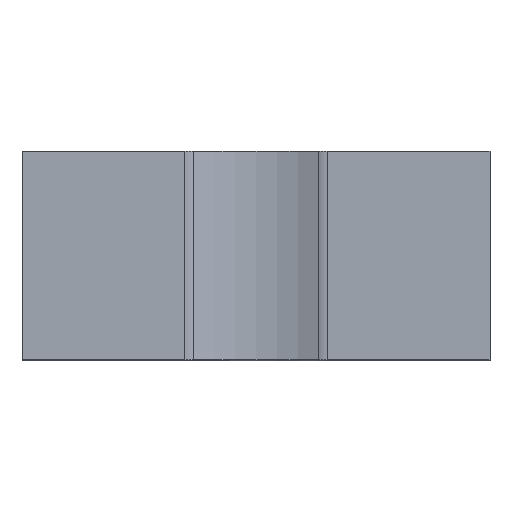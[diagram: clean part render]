
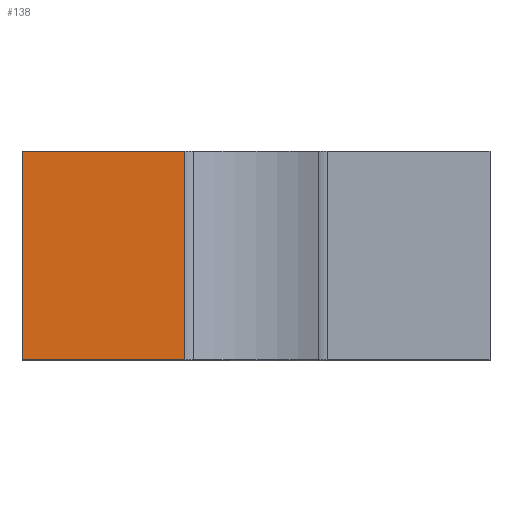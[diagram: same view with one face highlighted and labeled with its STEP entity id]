
A CAD part, top view. The second image highlights one B-rep face of the part: STEP entity #138.
In plain terms, the highlighted planar face has unit normal (0, 0, 1).
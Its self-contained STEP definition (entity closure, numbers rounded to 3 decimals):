
#138=ADVANCED_FACE('',(#169),#156,.F.);
#156=PLANE('',#483);
#169=FACE_OUTER_BOUND('',#190,.T.);
#190=EDGE_LOOP('',(#256,#257,#258,#259));
#256=ORIENTED_EDGE('',*,*,#372,.T.);
#257=ORIENTED_EDGE('',*,*,#381,.T.);
#258=ORIENTED_EDGE('',*,*,#382,.F.);
#259=ORIENTED_EDGE('',*,*,#364,.F.);
#325=VERTEX_POINT('',#667);
#326=VERTEX_POINT('',#668);
#332=VERTEX_POINT('',#682);
#338=VERTEX_POINT('',#700);
#364=EDGE_CURVE('',#325,#326,#410,.T.);
#372=EDGE_CURVE('',#325,#332,#414,.T.);
#381=EDGE_CURVE('',#332,#338,#420,.T.);
#382=EDGE_CURVE('',#326,#338,#421,.T.);
#410=LINE('',#666,#442);
#414=LINE('',#683,#446);
#420=LINE('',#699,#452);
#421=LINE('',#701,#453);
#442=VECTOR('',#545,1.);
#446=VECTOR('',#559,1.);
#452=VECTOR('',#575,1.);
#453=VECTOR('',#576,1.);
#483=AXIS2_PLACEMENT_3D('',#702,#577,#578);
#545=DIRECTION('',(1.,0.,0.));
#559=DIRECTION('',(0.,-1.,0.));
#575=DIRECTION('',(1.,0.,0.));
#576=DIRECTION('',(0.,-1.,0.));
#577=DIRECTION('',(0.,0.,-1.));
#578=DIRECTION('',(-1.,0.,0.));
#666=CARTESIAN_POINT('',(-33.,0.,25.));
#667=CARTESIAN_POINT('',(-33.,0.,25.));
#668=CARTESIAN_POINT('',(550.091,0.,25.));
#682=CARTESIAN_POINT('',(-33.,-747.,25.));
#683=CARTESIAN_POINT('',(-33.,0.,25.));
#699=CARTESIAN_POINT('',(-33.,-747.,25.));
#700=CARTESIAN_POINT('',(550.091,-747.,25.));
#701=CARTESIAN_POINT('',(550.091,0.,25.));
#702=CARTESIAN_POINT('',(-33.,0.,25.));
